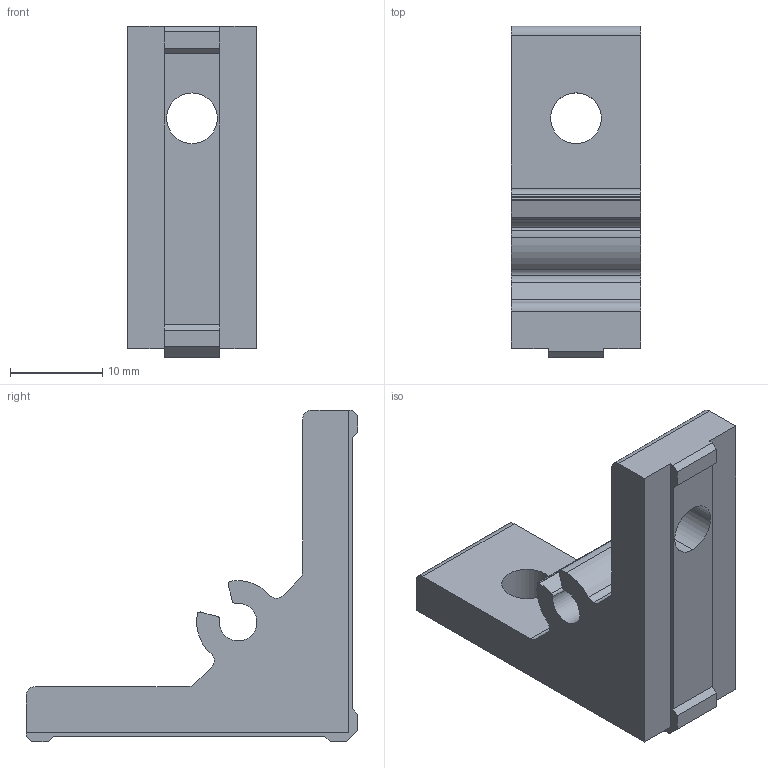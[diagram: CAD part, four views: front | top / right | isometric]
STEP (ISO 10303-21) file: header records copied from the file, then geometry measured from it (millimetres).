
FILE_DESCRIPTION (( 'STEP AP214' ), '1' );
FILE_NAME ('_HBKTST5_b.STEP', '2024-07-22T19:30:51', ( '' ), ( '' ), 'SwSTEP 2.0', 'SolidWorks 2024', '' );
FILE_SCHEMA (( 'AUTOMOTIVE_DESIGN' ));
Length unit declared in the file: millimetre
Products named in the file (1): _HBKTST5_b
Bounding box: 14 x 36 x 36 mm (x, y, z)
Volume: 5825 mm3; surface area: 3114.9 mm2
Topology: 1 solids, 1 shells, 51 faces, 147 edges, 98 vertices
Faces by surface type: plane 29, cylinder 22
Entity records: 1716 total; most frequent: CARTESIAN_POINT 297, DIRECTION 295, ORIENTED_EDGE 294, EDGE_CURVE 147, LINE 103, VECTOR 103, VERTEX_POINT 98, AXIS2_PLACEMENT_3D 96
